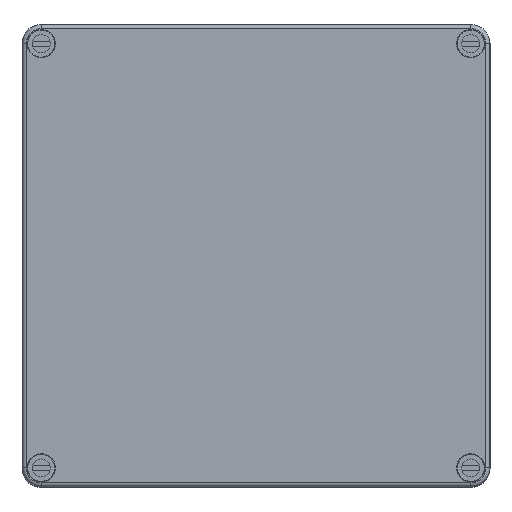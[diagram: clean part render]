
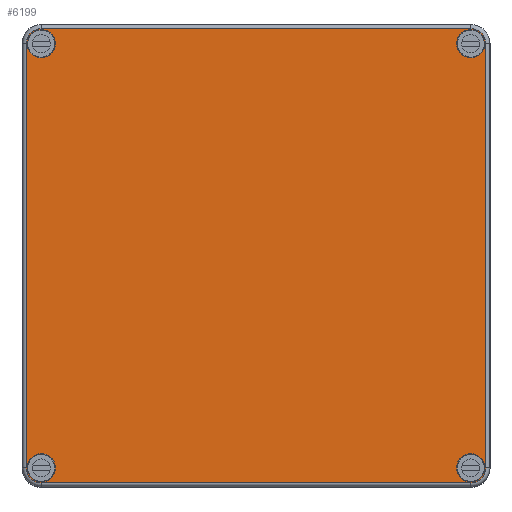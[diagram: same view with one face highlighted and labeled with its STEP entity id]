
A CAD part, top view. The second image highlights one B-rep face of the part: STEP entity #6199.
In plain terms, the highlighted planar face has unit normal (0, 0, 1).
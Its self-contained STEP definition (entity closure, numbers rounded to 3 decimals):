
#164 = CARTESIAN_POINT ( 'NONE',  ( 78., 82.5, 18. ) ) ;
#177 = LINE ( 'NONE', #17782, #3295 ) ;
#242 = VERTEX_POINT ( 'NONE', #15773 ) ;
#433 = CARTESIAN_POINT ( 'NONE',  ( 83.5, -88.356, 18. ) ) ;
#662 = ORIENTED_EDGE ( 'NONE', *, *, #12472, .T. ) ;
#874 = CIRCLE ( 'NONE', #14691, 5.5 ) ;
#1049 = ORIENTED_EDGE ( 'NONE', *, *, #12015, .T. ) ;
#1050 = DIRECTION ( 'NONE',  ( 0., -1., 0. ) ) ;
#1115 = CIRCLE ( 'NONE', #8919, 5.856 ) ;
#1339 = EDGE_CURVE ( 'NONE', #3520, #9056, #1115, .T. ) ;
#1346 = CARTESIAN_POINT ( 'NONE',  ( 89., 82.5, 18. ) ) ;
#1474 = CARTESIAN_POINT ( 'NONE',  ( 83.5, 82.5, 18. ) ) ;
#1625 = EDGE_CURVE ( 'NONE', #17149, #6684, #874, .T. ) ;
#1626 = VERTEX_POINT ( 'NONE', #4303 ) ;
#1668 = AXIS2_PLACEMENT_3D ( 'NONE', #12562, #3393, #14098 ) ;
#1715 = DIRECTION ( 'NONE',  ( 0., 0., -1. ) ) ;
#1884 = CIRCLE ( 'NONE', #11019, 5.5 ) ;
#1893 = VERTEX_POINT ( 'NONE', #2646 ) ;
#2113 = DIRECTION ( 'NONE',  ( 0., 0., -1. ) ) ;
#2194 = VECTOR ( 'NONE', #3043, 1000. ) ;
#2572 = VERTEX_POINT ( 'NONE', #13502 ) ;
#2645 = CARTESIAN_POINT ( 'NONE',  ( -78., 82.5, 18. ) ) ;
#2646 = CARTESIAN_POINT ( 'NONE',  ( 89.356, -82.5, 18. ) ) ;
#2851 = CARTESIAN_POINT ( 'NONE',  ( 83.5, -88.356, 18. ) ) ;
#3004 = DIRECTION ( 'NONE',  ( -1., 0., 0. ) ) ;
#3043 = DIRECTION ( 'NONE',  ( 0., -1., 0. ) ) ;
#3174 = PLANE ( 'NONE',  #6002 ) ;
#3284 = AXIS2_PLACEMENT_3D ( 'NONE', #1474, #12186, #3004 ) ;
#3295 = VECTOR ( 'NONE', #19327, 1000. ) ;
#3305 = DIRECTION ( 'NONE',  ( 0., 0., -1. ) ) ;
#3318 = CIRCLE ( 'NONE', #5823, 5.856 ) ;
#3393 = DIRECTION ( 'NONE',  ( 0., 0., -1. ) ) ;
#3450 = ORIENTED_EDGE ( 'NONE', *, *, #8948, .T. ) ;
#3520 = VERTEX_POINT ( 'NONE', #8747 ) ;
#3536 = VECTOR ( 'NONE', #13537, 1000. ) ;
#4088 = DIRECTION ( 'NONE',  ( 0., 0., 1. ) ) ;
#4133 = CARTESIAN_POINT ( 'NONE',  ( -89.356, 82.5, 18. ) ) ;
#4303 = CARTESIAN_POINT ( 'NONE',  ( -83.5, 88.356, 18. ) ) ;
#4359 = DIRECTION ( 'NONE',  ( 0., 0., -1. ) ) ;
#4652 = CARTESIAN_POINT ( 'NONE',  ( -83.5, -82.5, 18. ) ) ;
#5013 = ORIENTED_EDGE ( 'NONE', *, *, #13828, .T. ) ;
#5019 = AXIS2_PLACEMENT_3D ( 'NONE', #7845, #18568, #9397 ) ;
#5132 = VERTEX_POINT ( 'NONE', #15407 ) ;
#5351 = CARTESIAN_POINT ( 'NONE',  ( -83.5, 82.5, 18. ) ) ;
#5396 = EDGE_CURVE ( 'NONE', #9211, #11778, #16879, .T. ) ;
#5552 = AXIS2_PLACEMENT_3D ( 'NONE', #12486, #3305, #14002 ) ;
#5718 = CIRCLE ( 'NONE', #3284, 5.856 ) ;
#5823 = AXIS2_PLACEMENT_3D ( 'NONE', #13240, #4088, #14767 ) ;
#5877 = VECTOR ( 'NONE', #1050, 1000. ) ;
#5974 = CARTESIAN_POINT ( 'NONE',  ( -83.5, 82.5, 18. ) ) ;
#6002 = AXIS2_PLACEMENT_3D ( 'NONE', #10867, #1715, #12420 ) ;
#6078 = CARTESIAN_POINT ( 'NONE',  ( 89.356, 82.5, 18. ) ) ;
#6163 = DIRECTION ( 'NONE',  ( -1., 0., 0. ) ) ;
#6199 = ADVANCED_FACE ( 'NONE', ( #7497, #7990, #19741, #11605, #7022 ), #3174, .F. ) ;
#6212 = EDGE_CURVE ( 'NONE', #7766, #1893, #10626, .T. ) ;
#6561 = DIRECTION ( 'NONE',  ( 0., 0., -1. ) ) ;
#6638 = CIRCLE ( 'NONE', #1668, 5.5 ) ;
#6684 = VERTEX_POINT ( 'NONE', #1346 ) ;
#6702 = CARTESIAN_POINT ( 'NONE',  ( -83.5, -82.5, 18. ) ) ;
#6912 = DIRECTION ( 'NONE',  ( -1., 0., 0. ) ) ;
#7022 = FACE_BOUND ( 'NONE', #8255, .T. ) ;
#7074 = ORIENTED_EDGE ( 'NONE', *, *, #5396, .T. ) ;
#7497 = FACE_BOUND ( 'NONE', #13903, .T. ) ;
#7524 = DIRECTION ( 'NONE',  ( -1., 0., 0. ) ) ;
#7547 = AXIS2_PLACEMENT_3D ( 'NONE', #5351, #16102, #6912 ) ;
#7569 = LINE ( 'NONE', #2851, #3536 ) ;
#7766 = VERTEX_POINT ( 'NONE', #433 ) ;
#7845 = CARTESIAN_POINT ( 'NONE',  ( 83.5, -82.5, 18. ) ) ;
#7990 = FACE_BOUND ( 'NONE', #15193, .T. ) ;
#8097 = CIRCLE ( 'NONE', #12296, 5.5 ) ;
#8227 = EDGE_LOOP ( 'NONE', ( #15768, #12998, #11448, #662, #12554, #18685, #17427, #8755 ) ) ;
#8243 = DIRECTION ( 'NONE',  ( -1., 0., 0. ) ) ;
#8249 = AXIS2_PLACEMENT_3D ( 'NONE', #11298, #2113, #12825 ) ;
#8255 = EDGE_LOOP ( 'NONE', ( #9257, #5013 ) ) ;
#8747 = CARTESIAN_POINT ( 'NONE',  ( -83.5, -88.356, 18. ) ) ;
#8755 = ORIENTED_EDGE ( 'NONE', *, *, #14339, .F. ) ;
#8919 = AXIS2_PLACEMENT_3D ( 'NONE', #6702, #17418, #8243 ) ;
#8948 = EDGE_CURVE ( 'NONE', #18509, #2572, #17063, .T. ) ;
#9051 = ORIENTED_EDGE ( 'NONE', *, *, #1625, .T. ) ;
#9056 = VERTEX_POINT ( 'NONE', #12960 ) ;
#9211 = VERTEX_POINT ( 'NONE', #2645 ) ;
#9257 = ORIENTED_EDGE ( 'NONE', *, *, #17323, .T. ) ;
#9397 = DIRECTION ( 'NONE',  ( 1., 0., 0. ) ) ;
#9587 = CARTESIAN_POINT ( 'NONE',  ( -89., 82.5, 18. ) ) ;
#9865 = EDGE_CURVE ( 'NONE', #5132, #1893, #18477, .T. ) ;
#9914 = CARTESIAN_POINT ( 'NONE',  ( -89.356, 82.5, 18. ) ) ;
#10045 = CIRCLE ( 'NONE', #5552, 5.5 ) ;
#10570 = VERTEX_POINT ( 'NONE', #12676 ) ;
#10626 = CIRCLE ( 'NONE', #5019, 5.856 ) ;
#10698 = VERTEX_POINT ( 'NONE', #9914 ) ;
#10867 = CARTESIAN_POINT ( 'NONE',  ( -89.356, 82.5, 18. ) ) ;
#10901 = EDGE_CURVE ( 'NONE', #17424, #5132, #5718, .T. ) ;
#11019 = AXIS2_PLACEMENT_3D ( 'NONE', #5974, #16719, #7524 ) ;
#11298 = CARTESIAN_POINT ( 'NONE',  ( -83.5, -82.5, 18. ) ) ;
#11426 = CARTESIAN_POINT ( 'NONE',  ( 89., -82.5, 18. ) ) ;
#11448 = ORIENTED_EDGE ( 'NONE', *, *, #10901, .F. ) ;
#11559 = CARTESIAN_POINT ( 'NONE',  ( 83.5, 88.356, 18. ) ) ;
#11605 = FACE_BOUND ( 'NONE', #12756, .T. ) ;
#11684 = ORIENTED_EDGE ( 'NONE', *, *, #18993, .T. ) ;
#11778 = VERTEX_POINT ( 'NONE', #9587 ) ;
#11967 = EDGE_CURVE ( 'NONE', #1626, #10698, #3318, .T. ) ;
#12015 = EDGE_CURVE ( 'NONE', #11778, #9211, #1884, .T. ) ;
#12186 = DIRECTION ( 'NONE',  ( 0., 0., -1. ) ) ;
#12296 = AXIS2_PLACEMENT_3D ( 'NONE', #4652, #15350, #6163 ) ;
#12420 = DIRECTION ( 'NONE',  ( -1., 0., 0. ) ) ;
#12472 = EDGE_CURVE ( 'NONE', #17424, #1626, #177, .T. ) ;
#12486 = CARTESIAN_POINT ( 'NONE',  ( 83.5, -82.5, 18. ) ) ;
#12501 = EDGE_CURVE ( 'NONE', #10698, #9056, #18624, .T. ) ;
#12554 = ORIENTED_EDGE ( 'NONE', *, *, #11967, .T. ) ;
#12562 = CARTESIAN_POINT ( 'NONE',  ( 83.5, 82.5, 18. ) ) ;
#12676 = CARTESIAN_POINT ( 'NONE',  ( -89., -82.5, 18. ) ) ;
#12756 = EDGE_LOOP ( 'NONE', ( #7074, #1049 ) ) ;
#12825 = DIRECTION ( 'NONE',  ( -1., 0., 0. ) ) ;
#12960 = CARTESIAN_POINT ( 'NONE',  ( -89.356, -82.5, 18. ) ) ;
#12998 = ORIENTED_EDGE ( 'NONE', *, *, #9865, .F. ) ;
#13240 = CARTESIAN_POINT ( 'NONE',  ( -83.5, 82.5, 18. ) ) ;
#13502 = CARTESIAN_POINT ( 'NONE',  ( 78., -82.5, 18. ) ) ;
#13515 = CARTESIAN_POINT ( 'NONE',  ( 83.5, 82.5, 18. ) ) ;
#13537 = DIRECTION ( 'NONE',  ( -1., 0., 0. ) ) ;
#13828 = EDGE_CURVE ( 'NONE', #10570, #242, #8097, .T. ) ;
#13903 = EDGE_LOOP ( 'NONE', ( #3450, #11684 ) ) ;
#13926 = EDGE_CURVE ( 'NONE', #6684, #17149, #6638, .T. ) ;
#14002 = DIRECTION ( 'NONE',  ( -1., 0., 0. ) ) ;
#14098 = DIRECTION ( 'NONE',  ( -1., 0., 0. ) ) ;
#14339 = EDGE_CURVE ( 'NONE', #7766, #3520, #7569, .T. ) ;
#14691 = AXIS2_PLACEMENT_3D ( 'NONE', #13515, #4359, #15051 ) ;
#14767 = DIRECTION ( 'NONE',  ( 1., 0., 0. ) ) ;
#15051 = DIRECTION ( 'NONE',  ( -1., 0., 0. ) ) ;
#15193 = EDGE_LOOP ( 'NONE', ( #19165, #9051 ) ) ;
#15350 = DIRECTION ( 'NONE',  ( 0., 0., -1. ) ) ;
#15407 = CARTESIAN_POINT ( 'NONE',  ( 89.356, 82.5, 18. ) ) ;
#15755 = CARTESIAN_POINT ( 'NONE',  ( 83.5, -82.5, 18. ) ) ;
#15768 = ORIENTED_EDGE ( 'NONE', *, *, #6212, .T. ) ;
#15773 = CARTESIAN_POINT ( 'NONE',  ( -78., -82.5, 18. ) ) ;
#15858 = CIRCLE ( 'NONE', #8249, 5.5 ) ;
#16102 = DIRECTION ( 'NONE',  ( 0., 0., -1. ) ) ;
#16580 = AXIS2_PLACEMENT_3D ( 'NONE', #15755, #6561, #17295 ) ;
#16719 = DIRECTION ( 'NONE',  ( 0., 0., -1. ) ) ;
#16879 = CIRCLE ( 'NONE', #7547, 5.5 ) ;
#17063 = CIRCLE ( 'NONE', #16580, 5.5 ) ;
#17149 = VERTEX_POINT ( 'NONE', #164 ) ;
#17295 = DIRECTION ( 'NONE',  ( -1., 0., 0. ) ) ;
#17323 = EDGE_CURVE ( 'NONE', #242, #10570, #15858, .T. ) ;
#17418 = DIRECTION ( 'NONE',  ( 0., 0., -1. ) ) ;
#17424 = VERTEX_POINT ( 'NONE', #11559 ) ;
#17427 = ORIENTED_EDGE ( 'NONE', *, *, #1339, .F. ) ;
#17782 = CARTESIAN_POINT ( 'NONE',  ( 83.5, 88.356, 18. ) ) ;
#18477 = LINE ( 'NONE', #6078, #2194 ) ;
#18509 = VERTEX_POINT ( 'NONE', #11426 ) ;
#18568 = DIRECTION ( 'NONE',  ( 0., 0., 1. ) ) ;
#18624 = LINE ( 'NONE', #4133, #5877 ) ;
#18685 = ORIENTED_EDGE ( 'NONE', *, *, #12501, .T. ) ;
#18993 = EDGE_CURVE ( 'NONE', #2572, #18509, #10045, .T. ) ;
#19165 = ORIENTED_EDGE ( 'NONE', *, *, #13926, .T. ) ;
#19327 = DIRECTION ( 'NONE',  ( -1., 0., 0. ) ) ;
#19741 = FACE_OUTER_BOUND ( 'NONE', #8227, .T. ) ;
